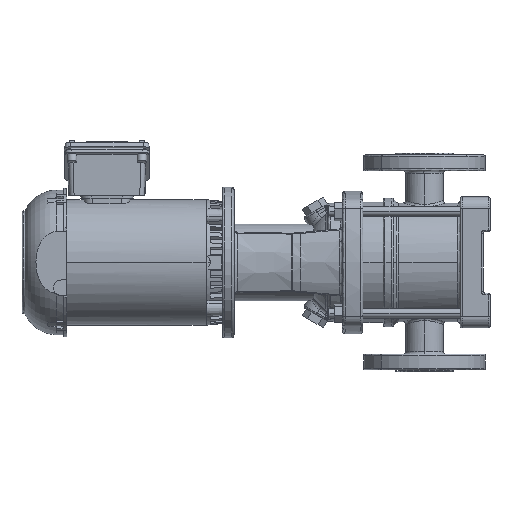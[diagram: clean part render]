
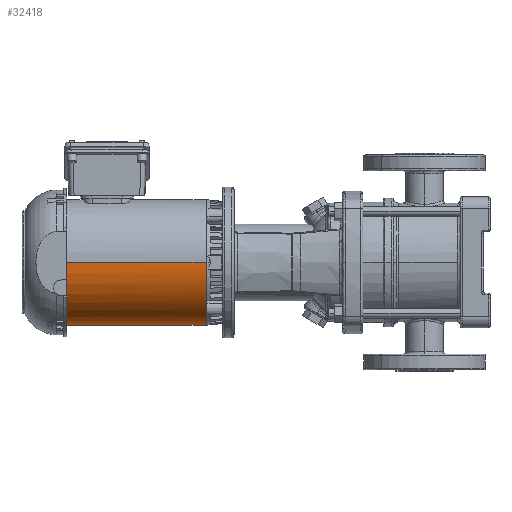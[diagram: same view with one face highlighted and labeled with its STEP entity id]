
A CAD part, left-side view. The second image highlights one B-rep face of the part: STEP entity #32418.
In plain terms, the highlighted cylindrical face has radius 71.875 mm (diameter 143.75 mm), a partial arc.
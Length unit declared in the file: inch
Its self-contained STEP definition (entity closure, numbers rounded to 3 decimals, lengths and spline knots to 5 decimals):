
#2254 = DIRECTION ( 'NONE',  ( 0., 0., 1. ) ) ;
#5017 = LINE ( 'NONE', #96509, #71946 ) ;
#5114 = ORIENTED_EDGE ( 'NONE', *, *, #60926, .T. ) ;
#5206 = ORIENTED_EDGE ( 'NONE', *, *, #97229, .F. ) ;
#6512 = DIRECTION ( 'NONE',  ( -1., 0., 0. ) ) ;
#7914 = VERTEX_POINT ( 'NONE', #66881 ) ;
#8903 = CARTESIAN_POINT ( 'NONE',  ( 18.64316, -2.82972, 0. ) ) ;
#11764 = EDGE_CURVE ( 'NONE', #18969, #85351, #5017, .T. ) ;
#12079 = DIRECTION ( 'NONE',  ( -1., 0., 0. ) ) ;
#12591 = CARTESIAN_POINT ( 'NONE',  ( 18.64316, 0., 0. ) ) ;
#13059 = FACE_OUTER_BOUND ( 'NONE', #29647, .T. ) ;
#15328 = CARTESIAN_POINT ( 'NONE',  ( 0., 0., -2.82972 ) ) ;
#17237 = CYLINDRICAL_SURFACE ( 'NONE', #76710, 2.82972 ) ;
#18969 = VERTEX_POINT ( 'NONE', #15328 ) ;
#29238 = VERTEX_POINT ( 'NONE', #80930 ) ;
#29647 = EDGE_LOOP ( 'NONE', ( #75352, #5114, #36202, #5206 ) ) ;
#32418 = ADVANCED_FACE ( 'NONE', ( #13059 ), #17237, .T. ) ;
#32733 = LINE ( 'NONE', #8903, #48442 ) ;
#34327 = CIRCLE ( 'NONE', #40686, 2.82972 ) ;
#36202 = ORIENTED_EDGE ( 'NONE', *, *, #68967, .T. ) ;
#40686 = AXIS2_PLACEMENT_3D ( 'NONE', #56289, #12079, #71685 ) ;
#45265 = AXIS2_PLACEMENT_3D ( 'NONE', #80632, #6512, #58714 ) ;
#47142 = DIRECTION ( 'NONE',  ( -1., 0., 0. ) ) ;
#48442 = VECTOR ( 'NONE', #47142, 39.37008 ) ;
#50052 = CIRCLE ( 'NONE', #45265, 2.82972 ) ;
#53889 = CARTESIAN_POINT ( 'NONE',  ( -6.29921, 0., -2.82972 ) ) ;
#56289 = CARTESIAN_POINT ( 'NONE',  ( -6.29921, 0., 0. ) ) ;
#58714 = DIRECTION ( 'NONE',  ( 0., 0., 1. ) ) ;
#60926 = EDGE_CURVE ( 'NONE', #18969, #29238, #50052, .T. ) ;
#66881 = CARTESIAN_POINT ( 'NONE',  ( -6.29921, -2.82972, 0. ) ) ;
#68967 = EDGE_CURVE ( 'NONE', #29238, #7914, #32733, .T. ) ;
#71685 = DIRECTION ( 'NONE',  ( 0., 0., 1. ) ) ;
#71946 = VECTOR ( 'NONE', #96976, 39.37008 ) ;
#75352 = ORIENTED_EDGE ( 'NONE', *, *, #11764, .F. ) ;
#76710 = AXIS2_PLACEMENT_3D ( 'NONE', #12591, #86290, #2254 ) ;
#80632 = CARTESIAN_POINT ( 'NONE',  ( 0., 0., 0. ) ) ;
#80930 = CARTESIAN_POINT ( 'NONE',  ( 0., -2.82972, 0. ) ) ;
#85351 = VERTEX_POINT ( 'NONE', #53889 ) ;
#86290 = DIRECTION ( 'NONE',  ( -1., 0., 0. ) ) ;
#96509 = CARTESIAN_POINT ( 'NONE',  ( 18.64316, 0., -2.82972 ) ) ;
#96976 = DIRECTION ( 'NONE',  ( -1., 0., 0. ) ) ;
#97229 = EDGE_CURVE ( 'NONE', #85351, #7914, #34327, .T. ) ;
